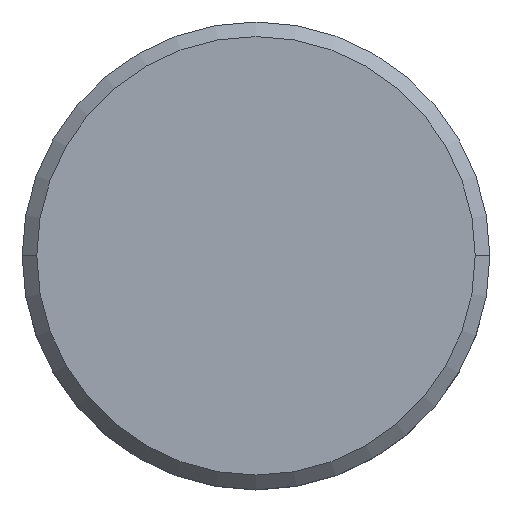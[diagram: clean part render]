
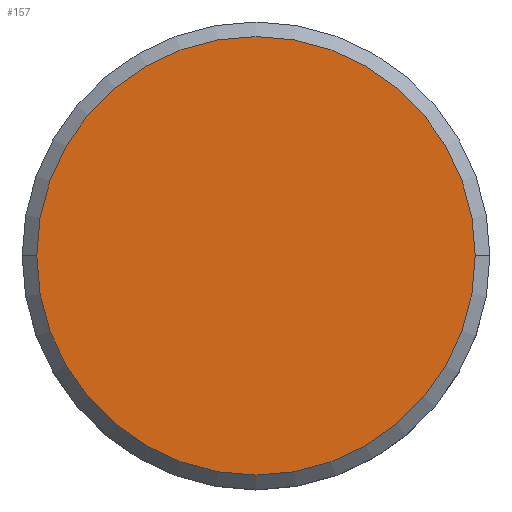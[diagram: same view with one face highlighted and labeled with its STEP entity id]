
A CAD part, top view. The second image highlights one B-rep face of the part: STEP entity #157.
In plain terms, the highlighted planar face has unit normal (0, 0, 1).
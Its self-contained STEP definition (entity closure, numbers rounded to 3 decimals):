
#12 = CARTESIAN_POINT ( 'NONE',  ( 0., 0., 0. ) ) ;
#16 = DIRECTION ( 'NONE',  ( 1., 0., 0. ) ) ;
#21 = FACE_OUTER_BOUND ( 'NONE', #404, .T. ) ;
#22 = DIRECTION ( 'NONE',  ( 0., 0., 1. ) ) ;
#62 = AXIS2_PLACEMENT_3D ( 'NONE', #12, #22, #16 ) ;
#106 = DIRECTION ( 'NONE',  ( 0., 0., 1. ) ) ;
#124 = CARTESIAN_POINT ( 'NONE',  ( 0., 0., 0. ) ) ;
#150 = DIRECTION ( 'NONE',  ( 1., 0., 0. ) ) ;
#151 = VERTEX_POINT ( 'NONE', #336 ) ;
#156 = PLANE ( 'NONE',  #220 ) ;
#157 = ADVANCED_FACE ( 'NONE', ( #21 ), #156, .T. ) ;
#188 = CARTESIAN_POINT ( 'NONE',  ( -7.5, 0., 0. ) ) ;
#202 = CIRCLE ( 'NONE', #62, 7.5 ) ;
#220 = AXIS2_PLACEMENT_3D ( 'NONE', #124, #443, #150 ) ;
#224 = VERTEX_POINT ( 'NONE', #188 ) ;
#233 = DIRECTION ( 'NONE',  ( 1., 0., 0. ) ) ;
#236 = EDGE_CURVE ( 'NONE', #224, #151, #202, .T. ) ;
#278 = EDGE_CURVE ( 'NONE', #151, #224, #432, .T. ) ;
#311 = CARTESIAN_POINT ( 'NONE',  ( 0., 0., 0. ) ) ;
#321 = ORIENTED_EDGE ( 'NONE', *, *, #236, .T. ) ;
#336 = CARTESIAN_POINT ( 'NONE',  ( 7.5, 0., 0. ) ) ;
#404 = EDGE_LOOP ( 'NONE', ( #321, #410 ) ) ;
#410 = ORIENTED_EDGE ( 'NONE', *, *, #278, .T. ) ;
#422 = AXIS2_PLACEMENT_3D ( 'NONE', #311, #106, #233 ) ;
#432 = CIRCLE ( 'NONE', #422, 7.5 ) ;
#443 = DIRECTION ( 'NONE',  ( 0., 0., 1. ) ) ;
